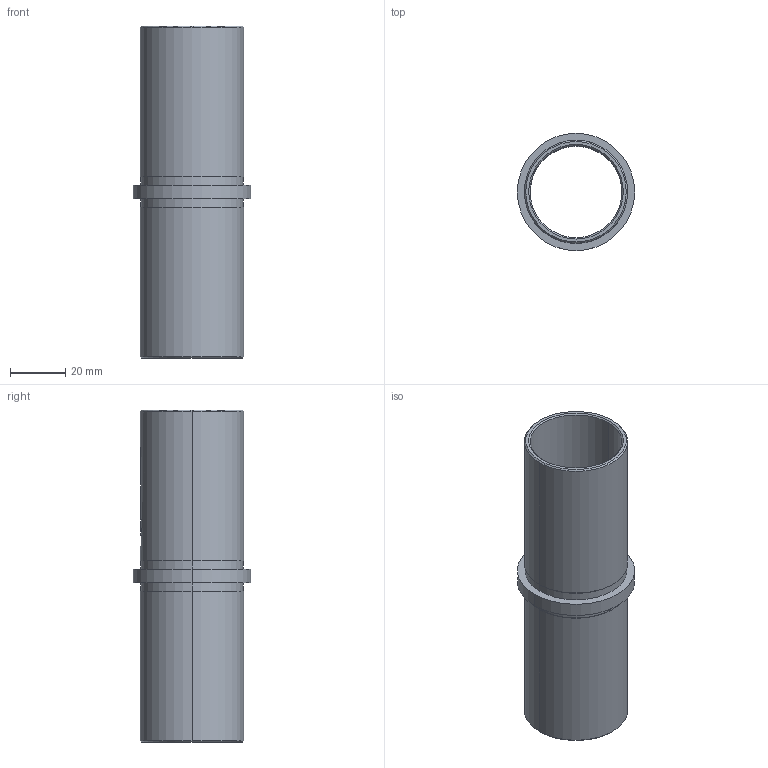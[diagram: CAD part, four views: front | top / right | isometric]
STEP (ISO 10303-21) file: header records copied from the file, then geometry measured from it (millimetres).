
FILE_DESCRIPTION (( 'STEP AP203' ), '1' );
FILE_NAME ('50042-240-25-120.step', '2018-07-16T13:04:11', ( '' ), ( '' ), 'SwSTEP 2.0', 'SolidWorks 2015', '' );
FILE_SCHEMA (( 'CONFIG_CONTROL_DESIGN' ));
Length unit declared in the file: millimetre
Products named in the file (1): 50042-240-25-120
Bounding box: 42.4 x 42.4 x 120 mm (x, y, z)
Volume: 28636 mm3; surface area: 27728.1 mm2
Topology: 1 solids, 1 shells, 512 faces, 1378 edges, 904 vertices
Faces by surface type: plane 248, bspline 181, cylinder 75, cone 8
Entity records: 23713 total; most frequent: CARTESIAN_POINT 12226, ORIENTED_EDGE 2756, DIRECTION 1764, EDGE_CURVE 1378, VERTEX_POINT 904, VECTOR 660, LINE 660, AXIS2_PLACEMENT_3D 552
